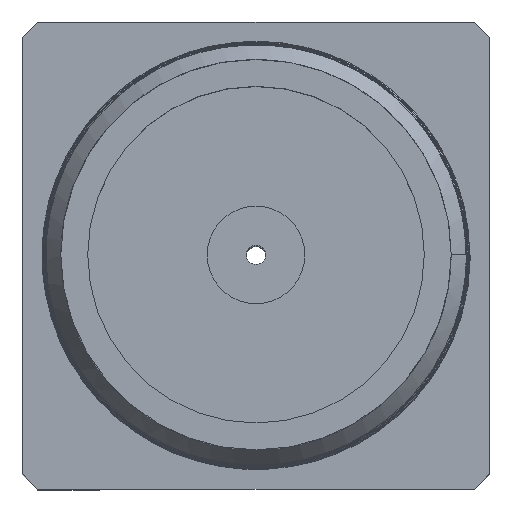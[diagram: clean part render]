
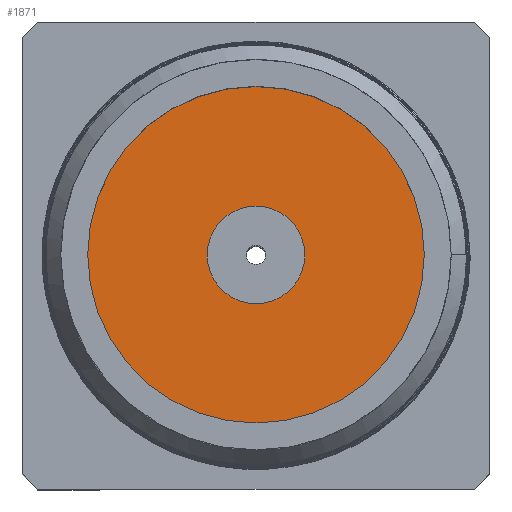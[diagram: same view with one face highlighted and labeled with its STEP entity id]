
A CAD part, top view. The second image highlights one B-rep face of the part: STEP entity #1871.
In plain terms, the highlighted planar face has unit normal (0, 0, 1).
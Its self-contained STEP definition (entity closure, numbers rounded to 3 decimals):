
#288 = FACE_OUTER_BOUND ( 'NONE', #2178, .T. ) ;
#303 = FACE_BOUND ( 'NONE', #2180, .T. ) ;
#305 = PLANE ( 'NONE',  #4942 ) ;
#314 = CARTESIAN_POINT ( 'NONE',  ( 0., 0., 11. ) ) ;
#315 = DIRECTION ( 'NONE',  ( 0., 0., 1. ) ) ;
#316 = DIRECTION ( 'NONE',  ( 1., 0., 0. ) ) ;
#1287 = CARTESIAN_POINT ( 'NONE',  ( 0., 0., 11. ) ) ;
#1288 = DIRECTION ( 'NONE',  ( 0., 0., 1. ) ) ;
#1289 = DIRECTION ( 'NONE',  ( 1., 0., 0. ) ) ;
#1871 = ADVANCED_FACE ( 'NONE', ( #303, #288 ), #305, .T. ) ;
#1919 = EDGE_CURVE ( 'NONE', #2619, #2620, #3783, .T. ) ;
#1959 = EDGE_CURVE ( 'NONE', #2294, #2295, #3094, .T. ) ;
#1999 = ORIENTED_EDGE ( 'NONE', *, *, #2982, .F. ) ;
#2020 = ORIENTED_EDGE ( 'NONE', *, *, #1959, .F. ) ;
#2178 = EDGE_LOOP ( 'NONE', ( #2340, #2341 ) ) ;
#2180 = EDGE_LOOP ( 'NONE', ( #1999, #2020 ) ) ;
#2294 = VERTEX_POINT ( 'NONE', #4738 ) ;
#2295 = VERTEX_POINT ( 'NONE', #4739 ) ;
#2340 = ORIENTED_EDGE ( 'NONE', *, *, #2983, .T. ) ;
#2341 = ORIENTED_EDGE ( 'NONE', *, *, #1919, .T. ) ;
#2619 = VERTEX_POINT ( 'NONE', #4778 ) ;
#2620 = VERTEX_POINT ( 'NONE', #4770 ) ;
#2982 = EDGE_CURVE ( 'NONE', #2295, #2294, #3149, .T. ) ;
#2983 = EDGE_CURVE ( 'NONE', #2620, #2619, #3117, .T. ) ;
#3064 = AXIS2_PLACEMENT_3D ( 'NONE', #3330, #3331, #3332 ) ;
#3094 = CIRCLE ( 'NONE', #3165, 0.635 ) ;
#3117 = CIRCLE ( 'NONE', #3151, 2.19 ) ;
#3149 = CIRCLE ( 'NONE', #3064, 0.635 ) ;
#3151 = AXIS2_PLACEMENT_3D ( 'NONE', #3335, #3336, #3337 ) ;
#3165 = AXIS2_PLACEMENT_3D ( 'NONE', #4597, #4598, #4599 ) ;
#3330 = CARTESIAN_POINT ( 'NONE',  ( 0., 0., 11. ) ) ;
#3331 = DIRECTION ( 'NONE',  ( 0., 0., 1. ) ) ;
#3332 = DIRECTION ( 'NONE',  ( 1., 0., 0. ) ) ;
#3335 = CARTESIAN_POINT ( 'NONE',  ( 0., 0., 11. ) ) ;
#3336 = DIRECTION ( 'NONE',  ( 0., 0., 1. ) ) ;
#3337 = DIRECTION ( 'NONE',  ( 1., 0., 0. ) ) ;
#3783 = CIRCLE ( 'NONE', #3802, 2.19 ) ;
#3802 = AXIS2_PLACEMENT_3D ( 'NONE', #1287, #1288, #1289 ) ;
#4597 = CARTESIAN_POINT ( 'NONE',  ( 0., 0., 11. ) ) ;
#4598 = DIRECTION ( 'NONE',  ( 0., 0., 1. ) ) ;
#4599 = DIRECTION ( 'NONE',  ( 1., 0., 0. ) ) ;
#4738 = CARTESIAN_POINT ( 'NONE',  ( -0.635, 0., 11. ) ) ;
#4739 = CARTESIAN_POINT ( 'NONE',  ( 0.635, 0., 11. ) ) ;
#4770 = CARTESIAN_POINT ( 'NONE',  ( 2.19, 0., 11. ) ) ;
#4778 = CARTESIAN_POINT ( 'NONE',  ( -2.19, 0., 11. ) ) ;
#4942 = AXIS2_PLACEMENT_3D ( 'NONE', #314, #315, #316 ) ;
